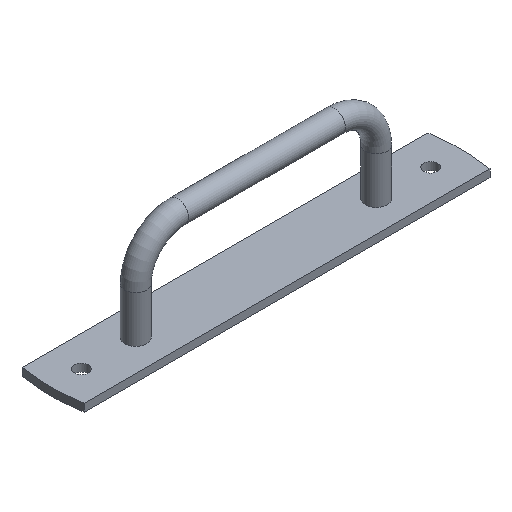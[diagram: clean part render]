
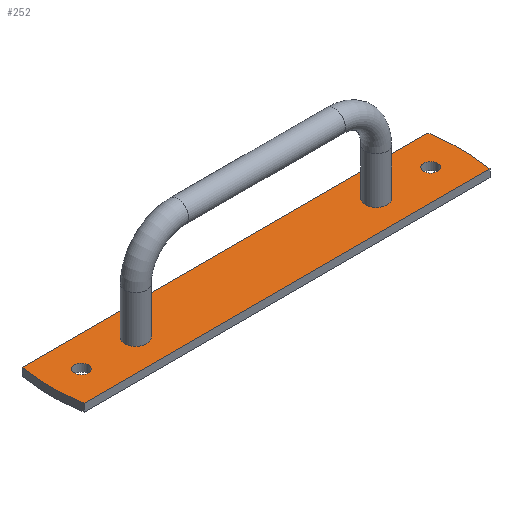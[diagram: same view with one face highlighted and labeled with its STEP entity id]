
A CAD part, isometric view. The second image highlights one B-rep face of the part: STEP entity #252.
In plain terms, the highlighted planar face has unit normal (0, 0, 1).
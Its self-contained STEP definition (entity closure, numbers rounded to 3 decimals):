
#15=FACE_BOUND('',#50,.T.);
#16=FACE_BOUND('',#51,.T.);
#17=FACE_BOUND('',#52,.T.);
#18=FACE_BOUND('',#53,.T.);
#22=PLANE('',#305);
#36=FACE_OUTER_BOUND('',#49,.T.);
#49=EDGE_LOOP('',(#212,#213,#214,#215));
#50=EDGE_LOOP('',(#216));
#51=EDGE_LOOP('',(#217));
#52=EDGE_LOOP('',(#218,#219));
#53=EDGE_LOOP('',(#220,#221));
#66=LINE('',#454,#79);
#69=LINE('',#460,#82);
#79=VECTOR('',#378,10.);
#82=VECTOR('',#383,10.);
#92=CIRCLE('',#286,7.);
#96=CIRCLE('',#292,7.);
#97=CIRCLE('',#294,4.5);
#98=CIRCLE('',#295,4.5);
#100=CIRCLE('',#298,4.5);
#101=CIRCLE('',#299,4.5);
#103=CIRCLE('',#302,118.497);
#105=CIRCLE('',#306,118.497);
#113=VERTEX_POINT('',#414);
#116=VERTEX_POINT('',#424);
#117=VERTEX_POINT('',#428);
#118=VERTEX_POINT('',#429);
#120=VERTEX_POINT('',#436);
#121=VERTEX_POINT('',#437);
#123=VERTEX_POINT('',#444);
#124=VERTEX_POINT('',#445);
#127=VERTEX_POINT('',#453);
#129=VERTEX_POINT('',#459);
#140=EDGE_CURVE('',#113,#113,#92,.T.);
#145=EDGE_CURVE('',#116,#116,#96,.T.);
#146=EDGE_CURVE('',#117,#118,#97,.T.);
#147=EDGE_CURVE('',#118,#117,#98,.T.);
#150=EDGE_CURVE('',#120,#121,#100,.T.);
#151=EDGE_CURVE('',#121,#120,#101,.T.);
#154=EDGE_CURVE('',#123,#124,#103,.T.);
#158=EDGE_CURVE('',#123,#127,#66,.T.);
#161=EDGE_CURVE('',#129,#124,#69,.T.);
#162=EDGE_CURVE('',#129,#127,#105,.T.);
#212=ORIENTED_EDGE('',*,*,#154,.T.);
#213=ORIENTED_EDGE('',*,*,#161,.F.);
#214=ORIENTED_EDGE('',*,*,#162,.T.);
#215=ORIENTED_EDGE('',*,*,#158,.F.);
#216=ORIENTED_EDGE('',*,*,#140,.T.);
#217=ORIENTED_EDGE('',*,*,#145,.T.);
#218=ORIENTED_EDGE('',*,*,#146,.T.);
#219=ORIENTED_EDGE('',*,*,#147,.T.);
#220=ORIENTED_EDGE('',*,*,#150,.T.);
#221=ORIENTED_EDGE('',*,*,#151,.T.);
#252=ADVANCED_FACE('',(#36,#15,#16,#17,#18),#22,.T.);
#286=AXIS2_PLACEMENT_3D('',#416,#335,#336);
#292=AXIS2_PLACEMENT_3D('',#426,#348,#349);
#294=AXIS2_PLACEMENT_3D('',#430,#352,#353);
#295=AXIS2_PLACEMENT_3D('',#431,#354,#355);
#298=AXIS2_PLACEMENT_3D('',#438,#361,#362);
#299=AXIS2_PLACEMENT_3D('',#439,#363,#364);
#302=AXIS2_PLACEMENT_3D('',#446,#370,#371);
#305=AXIS2_PLACEMENT_3D('',#458,#381,#382);
#306=AXIS2_PLACEMENT_3D('',#461,#384,#385);
#335=DIRECTION('center_axis',(0.,0.,-1.));
#336=DIRECTION('ref_axis',(1.,0.,0.));
#348=DIRECTION('center_axis',(0.,0.,-1.));
#349=DIRECTION('ref_axis',(-1.,0.,0.));
#352=DIRECTION('center_axis',(0.,0.,-1.));
#353=DIRECTION('ref_axis',(1.,0.,0.));
#354=DIRECTION('center_axis',(0.,0.,-1.));
#355=DIRECTION('ref_axis',(1.,0.,0.));
#361=DIRECTION('center_axis',(0.,0.,-1.));
#362=DIRECTION('ref_axis',(1.,0.,0.));
#363=DIRECTION('center_axis',(0.,0.,-1.));
#364=DIRECTION('ref_axis',(1.,0.,0.));
#370=DIRECTION('center_axis',(0.,0.,1.));
#371=DIRECTION('ref_axis',(0.986,0.169,0.));
#378=DIRECTION('',(-1.,0.,0.));
#381=DIRECTION('center_axis',(0.,0.,1.));
#382=DIRECTION('ref_axis',(1.,0.,0.));
#383=DIRECTION('',(1.,0.,0.));
#384=DIRECTION('center_axis',(0.,0.,1.));
#385=DIRECTION('ref_axis',(-0.986,0.169,0.));
#414=CARTESIAN_POINT('',(203.,20.,5.));
#416=CARTESIAN_POINT('Origin',(210.,20.,5.));
#424=CARTESIAN_POINT('',(62.,20.,5.));
#426=CARTESIAN_POINT('Origin',(55.,20.,5.));
#428=CARTESIAN_POINT('',(24.5,20.,5.));
#429=CARTESIAN_POINT('',(15.5,20.,5.));
#430=CARTESIAN_POINT('Origin',(20.,20.,5.));
#431=CARTESIAN_POINT('Origin',(20.,20.,5.));
#436=CARTESIAN_POINT('',(249.5,20.,5.));
#437=CARTESIAN_POINT('',(240.5,20.,5.));
#438=CARTESIAN_POINT('Origin',(245.,20.,5.));
#439=CARTESIAN_POINT('Origin',(245.,20.,5.));
#444=CARTESIAN_POINT('',(263.3,0.,5.));
#445=CARTESIAN_POINT('',(263.3,40.,5.));
#446=CARTESIAN_POINT('Origin',(146.503,20.,5.));
#453=CARTESIAN_POINT('',(1.7,0.,5.));
#454=CARTESIAN_POINT('',(0.,0.,5.));
#458=CARTESIAN_POINT('Origin',(132.5,20.,5.));
#459=CARTESIAN_POINT('',(1.7,40.,5.));
#460=CARTESIAN_POINT('',(265.,40.,5.));
#461=CARTESIAN_POINT('Origin',(118.497,20.,5.));
